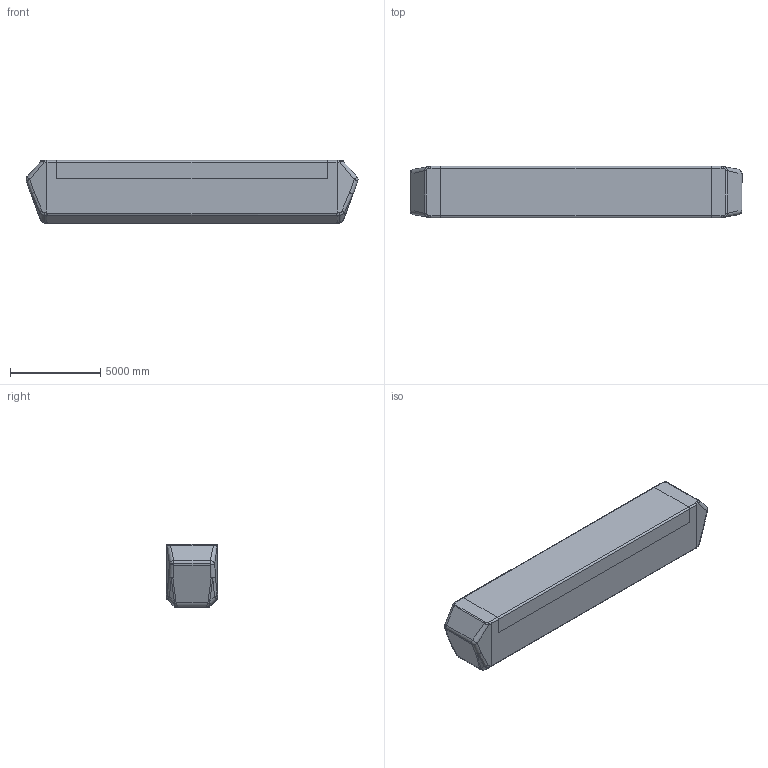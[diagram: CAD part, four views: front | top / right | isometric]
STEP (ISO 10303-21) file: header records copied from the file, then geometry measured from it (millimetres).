
FILE_DESCRIPTION (( 'STEP AP214' ), '1' );
FILE_NAME ('non joint.STEP', '2024-03-20T10:16:16', ( '' ), ( '' ), 'SwSTEP 2.0', 'SolidWorks 2022', '' );
FILE_SCHEMA (( 'AUTOMOTIVE_DESIGN' ));
Length unit declared in the file: millimetre
Products named in the file (1): non joint
Bounding box: 18428.03 x 2850 x 3500 mm (x, y, z)
Surface area: 225311185.1 mm2 (no closed solid volume)
Topology: 0 solids, 3 shells, 151 faces, 370 edges, 200 vertices
Faces by surface type: cylinder 52, bspline 48, plane 29, sphere 22
Entity records: 15898 total; most frequent: CARTESIAN_POINT 11823, ORIENTED_EDGE 664, EDGE_CURVE 348, B_SPLINE_CURVE_WITH_KNOTS 303, DIRECTION 208, VERTEX_POINT 200, UNCERTAINTY_MEASURE_WITH_UNIT 153, COLOUR_RGB 152
